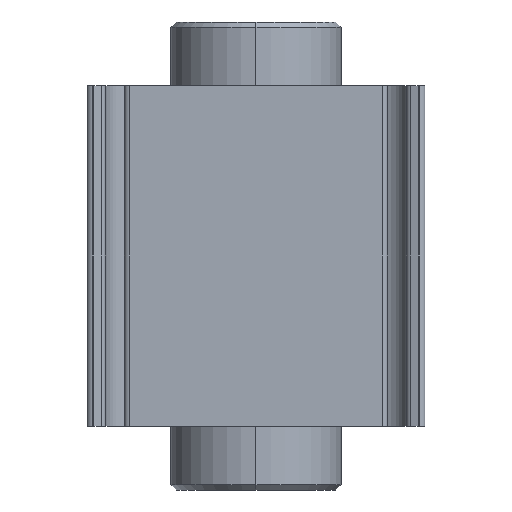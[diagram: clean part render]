
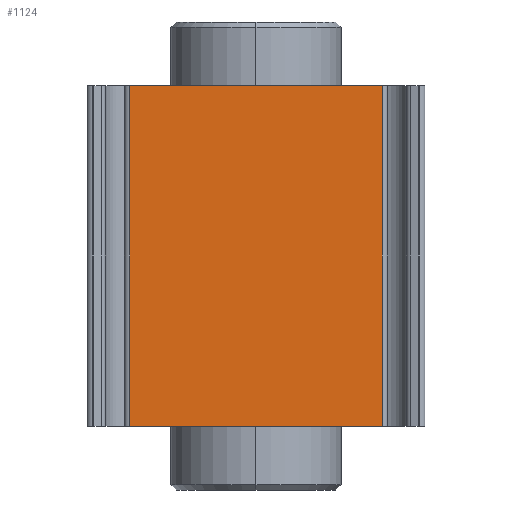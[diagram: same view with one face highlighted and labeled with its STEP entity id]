
A CAD part, left-side view. The second image highlights one B-rep face of the part: STEP entity #1124.
In plain terms, the highlighted planar face has unit normal (-1, 0, 0).
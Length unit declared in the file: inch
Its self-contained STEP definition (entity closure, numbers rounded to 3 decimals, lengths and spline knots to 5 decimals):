
#45 = CARTESIAN_POINT ( 'NONE',  ( -1.10095, -0.52026, 0.8863 ) ) ;
#187 = DIRECTION ( 'NONE',  ( 0., 1., 0. ) ) ;
#188 = FACE_OUTER_BOUND ( 'NONE', #3227, .T. ) ;
#221 = VERTEX_POINT ( 'NONE', #2583 ) ;
#224 = EDGE_CURVE ( 'NONE', #1488, #221, #2551, .T. ) ;
#232 = ORIENTED_EDGE ( 'NONE', *, *, #224, .F. ) ;
#477 = AXIS2_PLACEMENT_3D ( 'NONE', #2500, #1962, #3043 ) ;
#488 = ORIENTED_EDGE ( 'NONE', *, *, #1732, .F. ) ;
#491 = DIRECTION ( 'NONE',  ( 0., 1., 0. ) ) ;
#566 = CARTESIAN_POINT ( 'NONE',  ( -1.10095, -0.52026, 0.25638 ) ) ;
#598 = EDGE_CURVE ( 'NONE', #3035, #3118, #1743, .T. ) ;
#615 = VECTOR ( 'NONE', #1762, 39.37008 ) ;
#779 = ORIENTED_EDGE ( 'NONE', *, *, #598, .T. ) ;
#926 = CARTESIAN_POINT ( 'NONE',  ( -1.10095, -0.59903, 0.8863 ) ) ;
#965 = CARTESIAN_POINT ( 'NONE',  ( -1.10095, -0.05279, 0.8863 ) ) ;
#1046 = VECTOR ( 'NONE', #187, 39.37008 ) ;
#1124 = ADVANCED_FACE ( 'NONE', ( #188 ), #1213, .F. ) ;
#1213 = PLANE ( 'NONE',  #477 ) ;
#1488 = VERTEX_POINT ( 'NONE', #566 ) ;
#1493 = CARTESIAN_POINT ( 'NONE',  ( -1.10095, -0.05279, 1.61071 ) ) ;
#1577 = CARTESIAN_POINT ( 'NONE',  ( -1.10095, -0.59903, 0.25638 ) ) ;
#1694 = EDGE_CURVE ( 'NONE', #3118, #221, #1945, .T. ) ;
#1731 = DIRECTION ( 'NONE',  ( 0., 0., -1. ) ) ;
#1732 = EDGE_CURVE ( 'NONE', #3035, #1488, #2257, .T. ) ;
#1743 = LINE ( 'NONE', #926, #1046 ) ;
#1762 = DIRECTION ( 'NONE',  ( 0., 0., -1. ) ) ;
#1945 = LINE ( 'NONE', #1493, #2541 ) ;
#1962 = DIRECTION ( 'NONE',  ( 1., 0., 0. ) ) ;
#2243 = CARTESIAN_POINT ( 'NONE',  ( -1.10095, -0.52026, 1.61071 ) ) ;
#2257 = LINE ( 'NONE', #2243, #615 ) ;
#2433 = ORIENTED_EDGE ( 'NONE', *, *, #1694, .T. ) ;
#2500 = CARTESIAN_POINT ( 'NONE',  ( -1.10095, -0.52026, 1.61071 ) ) ;
#2541 = VECTOR ( 'NONE', #1731, 39.37008 ) ;
#2551 = LINE ( 'NONE', #1577, #2598 ) ;
#2583 = CARTESIAN_POINT ( 'NONE',  ( -1.10095, -0.05279, 0.25638 ) ) ;
#2598 = VECTOR ( 'NONE', #491, 39.37008 ) ;
#3035 = VERTEX_POINT ( 'NONE', #45 ) ;
#3043 = DIRECTION ( 'NONE',  ( 0., 1., 0. ) ) ;
#3118 = VERTEX_POINT ( 'NONE', #965 ) ;
#3227 = EDGE_LOOP ( 'NONE', ( #779, #2433, #232, #488 ) ) ;
